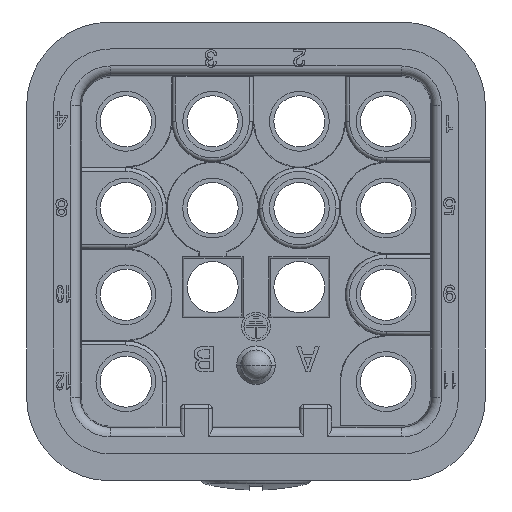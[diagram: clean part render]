
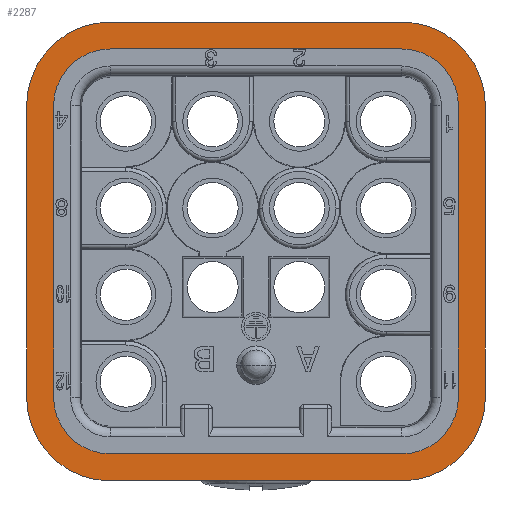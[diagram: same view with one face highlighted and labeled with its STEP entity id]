
A CAD part, front view. The second image highlights one B-rep face of the part: STEP entity #2287.
In plain terms, the highlighted planar face has unit normal (0, -1, 0).
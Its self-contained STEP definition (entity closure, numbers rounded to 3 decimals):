
#862=CIRCLE('',#25266,2.95);
#866=CIRCLE('',#25274,2.95);
#870=CIRCLE('',#25282,2.95);
#874=CIRCLE('',#25290,2.95);
#877=CIRCLE('',#25295,4.35);
#878=CIRCLE('',#25296,4.35);
#879=CIRCLE('',#25297,4.35);
#880=CIRCLE('',#25298,4.35);
#1158=FACE_BOUND('',#5652,.T.);
#1159=FACE_BOUND('',#5653,.T.);
#2287=ADVANCED_FACE('',(#1158,#1159),#3263,.F.);
#3263=PLANE('',#25299);
#5652=EDGE_LOOP('',(#11426,#11427,#11428,#11429,#11430,#11431,#11432,#11433));
#5653=EDGE_LOOP('',(#11434,#11435,#11436,#11437,#11438,#11439,#11440,#11441));
#11426=ORIENTED_EDGE('',*,*,#18762,.T.);
#11427=ORIENTED_EDGE('',*,*,#18769,.F.);
#11428=ORIENTED_EDGE('',*,*,#18775,.T.);
#11429=ORIENTED_EDGE('',*,*,#18781,.F.);
#11430=ORIENTED_EDGE('',*,*,#18789,.T.);
#11431=ORIENTED_EDGE('',*,*,#18795,.F.);
#11432=ORIENTED_EDGE('',*,*,#18801,.T.);
#11433=ORIENTED_EDGE('',*,*,#18805,.F.);
#11434=ORIENTED_EDGE('',*,*,#18806,.F.);
#11435=ORIENTED_EDGE('',*,*,#18807,.F.);
#11436=ORIENTED_EDGE('',*,*,#18808,.F.);
#11437=ORIENTED_EDGE('',*,*,#18809,.F.);
#11438=ORIENTED_EDGE('',*,*,#18810,.F.);
#11439=ORIENTED_EDGE('',*,*,#18811,.F.);
#11440=ORIENTED_EDGE('',*,*,#18812,.F.);
#11441=ORIENTED_EDGE('',*,*,#18813,.F.);
#15530=VERTEX_POINT('',#39213);
#15533=VERTEX_POINT('',#39218);
#15539=VERTEX_POINT('',#39233);
#15543=VERTEX_POINT('',#39245);
#15547=VERTEX_POINT('',#39257);
#15552=VERTEX_POINT('',#39272);
#15556=VERTEX_POINT('',#39284);
#15560=VERTEX_POINT('',#39296);
#15563=VERTEX_POINT('',#39307);
#15564=VERTEX_POINT('',#39308);
#15565=VERTEX_POINT('',#39310);
#15566=VERTEX_POINT('',#39312);
#15567=VERTEX_POINT('',#39314);
#15568=VERTEX_POINT('',#39316);
#15569=VERTEX_POINT('',#39318);
#15570=VERTEX_POINT('',#39320);
#18762=EDGE_CURVE('',#15530,#15533,#862,.T.);
#18769=EDGE_CURVE('',#15539,#15533,#21427,.T.);
#18775=EDGE_CURVE('',#15539,#15543,#866,.T.);
#18781=EDGE_CURVE('',#15547,#15543,#21435,.T.);
#18789=EDGE_CURVE('',#15547,#15552,#870,.T.);
#18795=EDGE_CURVE('',#15556,#15552,#21445,.T.);
#18801=EDGE_CURVE('',#15556,#15560,#874,.T.);
#18805=EDGE_CURVE('',#15530,#15560,#21451,.T.);
#18806=EDGE_CURVE('',#15563,#15564,#21452,.T.);
#18807=EDGE_CURVE('',#15565,#15563,#877,.T.);
#18808=EDGE_CURVE('',#15566,#15565,#21453,.T.);
#18809=EDGE_CURVE('',#15567,#15566,#878,.T.);
#18810=EDGE_CURVE('',#15568,#15567,#21454,.T.);
#18811=EDGE_CURVE('',#15569,#15568,#879,.T.);
#18812=EDGE_CURVE('',#15570,#15569,#21455,.T.);
#18813=EDGE_CURVE('',#15564,#15570,#880,.T.);
#21427=LINE('',#39234,#23743);
#21435=LINE('',#39258,#23751);
#21445=LINE('',#39285,#23761);
#21451=LINE('',#39305,#23767);
#21452=LINE('',#39306,#23768);
#21453=LINE('',#39311,#23769);
#21454=LINE('',#39315,#23770);
#21455=LINE('',#39319,#23771);
#23743=VECTOR('',#30488,1.);
#23751=VECTOR('',#30512,1.);
#23761=VECTOR('',#30538,1.);
#23767=VECTOR('',#30560,1.);
#23768=VECTOR('',#30561,1.);
#23769=VECTOR('',#30564,1.);
#23770=VECTOR('',#30567,1.);
#23771=VECTOR('',#30570,1.);
#25266=AXIS2_PLACEMENT_3D('',#39219,#30474,#30475);
#25274=AXIS2_PLACEMENT_3D('',#39246,#30499,#30500);
#25282=AXIS2_PLACEMENT_3D('',#39273,#30525,#30526);
#25290=AXIS2_PLACEMENT_3D('',#39297,#30549,#30550);
#25295=AXIS2_PLACEMENT_3D('',#39309,#30562,#30563);
#25296=AXIS2_PLACEMENT_3D('',#39313,#30565,#30566);
#25297=AXIS2_PLACEMENT_3D('',#39317,#30568,#30569);
#25298=AXIS2_PLACEMENT_3D('',#39321,#30571,#30572);
#25299=AXIS2_PLACEMENT_3D('',#39322,#30573,#30574);
#30474=DIRECTION('',(0.,1.,0.));
#30475=DIRECTION('',(0.,0.,1.));
#30488=DIRECTION('',(0.,0.,1.));
#30499=DIRECTION('',(0.,1.,0.));
#30500=DIRECTION('',(1.,0.,0.));
#30512=DIRECTION('',(1.,0.,0.));
#30525=DIRECTION('',(0.,1.,0.));
#30526=DIRECTION('',(0.,0.,-1.));
#30538=DIRECTION('',(0.,0.,-1.));
#30549=DIRECTION('',(0.,1.,0.));
#30550=DIRECTION('',(-1.,0.,0.));
#30560=DIRECTION('',(-1.,0.,0.));
#30561=DIRECTION('',(0.,0.,1.));
#30562=DIRECTION('',(0.,1.,0.));
#30563=DIRECTION('',(0.,0.,-1.));
#30564=DIRECTION('',(-1.,0.,0.));
#30565=DIRECTION('',(0.,1.,0.));
#30566=DIRECTION('',(1.,0.,0.));
#30567=DIRECTION('',(0.,0.,-1.));
#30568=DIRECTION('',(0.,1.,0.));
#30569=DIRECTION('',(0.,0.,1.));
#30570=DIRECTION('',(1.,0.,0.));
#30571=DIRECTION('',(0.,1.,0.));
#30572=DIRECTION('',(-1.,0.,0.));
#30573=DIRECTION('',(0.,1.,0.));
#30574=DIRECTION('',(1.,0.,0.));
#39213=CARTESIAN_POINT('',(7.55,-27.85,10.5));
#39218=CARTESIAN_POINT('',(10.5,-27.85,7.55));
#39219=CARTESIAN_POINT('',(7.55,-27.85,7.55));
#39233=CARTESIAN_POINT('',(10.5,-27.85,-7.55));
#39234=CARTESIAN_POINT('',(10.5,-27.85,-7.55));
#39245=CARTESIAN_POINT('',(7.55,-27.85,-10.5));
#39246=CARTESIAN_POINT('',(7.55,-27.85,-7.55));
#39257=CARTESIAN_POINT('',(-7.55,-27.85,-10.5));
#39258=CARTESIAN_POINT('',(-7.55,-27.85,-10.5));
#39272=CARTESIAN_POINT('',(-10.5,-27.85,-7.55));
#39273=CARTESIAN_POINT('',(-7.55,-27.85,-7.55));
#39284=CARTESIAN_POINT('',(-10.5,-27.85,7.55));
#39285=CARTESIAN_POINT('',(-10.5,-27.85,7.55));
#39296=CARTESIAN_POINT('',(-7.55,-27.85,10.5));
#39297=CARTESIAN_POINT('',(-7.55,-27.85,7.55));
#39305=CARTESIAN_POINT('',(7.55,-27.85,10.5));
#39306=CARTESIAN_POINT('',(-11.9,-27.85,-7.55));
#39307=CARTESIAN_POINT('',(-11.9,-27.85,-7.55));
#39308=CARTESIAN_POINT('',(-11.9,-27.85,7.55));
#39309=CARTESIAN_POINT('',(-7.55,-27.85,-7.55));
#39310=CARTESIAN_POINT('',(-7.55,-27.85,-11.9));
#39311=CARTESIAN_POINT('',(7.55,-27.85,-11.9));
#39312=CARTESIAN_POINT('',(7.55,-27.85,-11.9));
#39313=CARTESIAN_POINT('',(7.55,-27.85,-7.55));
#39314=CARTESIAN_POINT('',(11.9,-27.85,-7.55));
#39315=CARTESIAN_POINT('',(11.9,-27.85,7.55));
#39316=CARTESIAN_POINT('',(11.9,-27.85,7.55));
#39317=CARTESIAN_POINT('',(7.55,-27.85,7.55));
#39318=CARTESIAN_POINT('',(7.55,-27.85,11.9));
#39319=CARTESIAN_POINT('',(-7.55,-27.85,11.9));
#39320=CARTESIAN_POINT('',(-7.55,-27.85,11.9));
#39321=CARTESIAN_POINT('',(-7.55,-27.85,7.55));
#39322=CARTESIAN_POINT('',(-7.55,-27.85,7.55));
